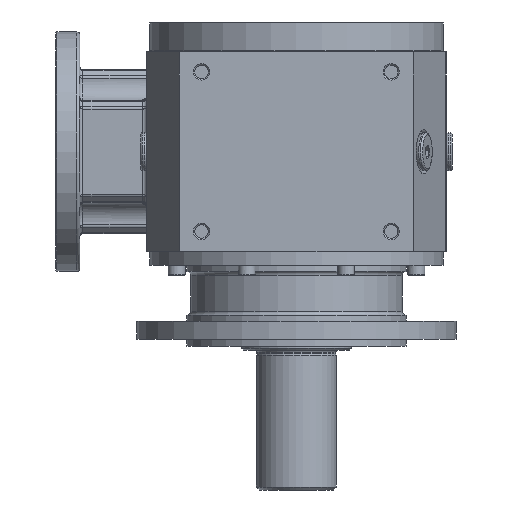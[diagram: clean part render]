
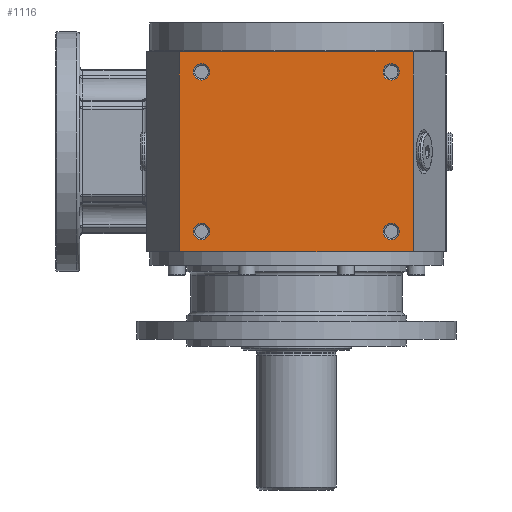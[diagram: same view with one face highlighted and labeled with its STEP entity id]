
A CAD part, front view. The second image highlights one B-rep face of the part: STEP entity #1116.
In plain terms, the highlighted planar face has unit normal (0, -1, 0).
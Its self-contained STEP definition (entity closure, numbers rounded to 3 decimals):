
#1116 = ADVANCED_FACE( '', ( #2996, #2997, #2998, #2999, #3000 ), #3001, .T. );
#2996 = FACE_OUTER_BOUND( '', #8634, .T. );
#2997 = FACE_BOUND( '', #8635, .T. );
#2998 = FACE_BOUND( '', #8636, .T. );
#2999 = FACE_BOUND( '', #8637, .T. );
#3000 = FACE_BOUND( '', #8638, .T. );
#3001 = PLANE( '', #8639 );
#8634 = EDGE_LOOP( '', ( #24509, #24510, #24511, #24512 ) );
#8635 = EDGE_LOOP( '', ( #24513 ) );
#8636 = EDGE_LOOP( '', ( #24514 ) );
#8637 = EDGE_LOOP( '', ( #24515 ) );
#8638 = EDGE_LOOP( '', ( #24516 ) );
#8639 = AXIS2_PLACEMENT_3D( '', #24517, #24518, #24519 );
#24509 = ORIENTED_EDGE( '', *, *, #30105, .F. );
#24510 = ORIENTED_EDGE( '', *, *, #29707, .T. );
#24511 = ORIENTED_EDGE( '', *, *, #30106, .T. );
#24512 = ORIENTED_EDGE( '', *, *, #30107, .F. );
#24513 = ORIENTED_EDGE( '', *, *, #30108, .F. );
#24514 = ORIENTED_EDGE( '', *, *, #30109, .F. );
#24515 = ORIENTED_EDGE( '', *, *, #30110, .F. );
#24516 = ORIENTED_EDGE( '', *, *, #29911, .F. );
#24517 = CARTESIAN_POINT( '', ( 106.862, -25.879, 0. ) );
#24518 = DIRECTION( '', ( 0., -1., 0. ) );
#24519 = DIRECTION( '', ( 0., 0., -1. ) );
#29707 = EDGE_CURVE( '', #32184, #32182, #32185, .T. );
#29911 = EDGE_CURVE( '', #32539, #32539, #32540, .T. );
#30105 = EDGE_CURVE( '', #32184, #32860, #32861, .T. );
#30106 = EDGE_CURVE( '', #32182, #32862, #32863, .T. );
#30107 = EDGE_CURVE( '', #32860, #32862, #32864, .T. );
#30108 = EDGE_CURVE( '', #32865, #32865, #32866, .T. );
#30109 = EDGE_CURVE( '', #32867, #32867, #32868, .T. );
#30110 = EDGE_CURVE( '', #32869, #32869, #32870, .T. );
#32182 = VERTEX_POINT( '', #36577 );
#32184 = VERTEX_POINT( '', #36580 );
#32185 = LINE( '', #36581, #36582 );
#32539 = VERTEX_POINT( '', #38642 );
#32540 = CIRCLE( '', #38643, 4.1 );
#32860 = VERTEX_POINT( '', #40577 );
#32861 = LINE( '', #40578, #40579 );
#32862 = VERTEX_POINT( '', #40580 );
#32863 = LINE( '', #40581, #40582 );
#32864 = LINE( '', #40583, #40584 );
#32865 = VERTEX_POINT( '', #40585 );
#32866 = CIRCLE( '', #40586, 4.1 );
#32867 = VERTEX_POINT( '', #40587 );
#32868 = CIRCLE( '', #40588, 4.1 );
#32869 = VERTEX_POINT( '', #40589 );
#32870 = CIRCLE( '', #40590, 4.1 );
#36577 = CARTESIAN_POINT( '', ( 106.862, -25.879, 100. ) );
#36580 = CARTESIAN_POINT( '', ( 106.862, -25.879, 0. ) );
#36581 = CARTESIAN_POINT( '', ( 106.862, -25.879, 0. ) );
#36582 = VECTOR( '', #54314, 1000. );
#38642 = CARTESIAN_POINT( '', ( -3.359, -25.879, 10. ) );
#38643 = AXIS2_PLACEMENT_3D( '', #54490, #54491, #54492 );
#40577 = CARTESIAN_POINT( '', ( -10.38, -25.879, 0. ) );
#40578 = CARTESIAN_POINT( '', ( 0., -25.879, 0. ) );
#40579 = VECTOR( '', #54664, 1000. );
#40580 = CARTESIAN_POINT( '', ( -10.38, -25.879, 100. ) );
#40581 = CARTESIAN_POINT( '', ( 0., -25.879, 100. ) );
#40582 = VECTOR( '', #54665, 1000. );
#40583 = CARTESIAN_POINT( '', ( -10.38, -25.879, 0. ) );
#40584 = VECTOR( '', #54666, 1000. );
#40585 = CARTESIAN_POINT( '', ( 91.641, -25.879, 90. ) );
#40586 = AXIS2_PLACEMENT_3D( '', #54667, #54668, #54669 );
#40587 = CARTESIAN_POINT( '', ( 91.641, -25.879, 10. ) );
#40588 = AXIS2_PLACEMENT_3D( '', #54670, #54671, #54672 );
#40589 = CARTESIAN_POINT( '', ( -3.359, -25.879, 90. ) );
#40590 = AXIS2_PLACEMENT_3D( '', #54673, #54674, #54675 );
#54314 = DIRECTION( '', ( 0., 0., 1. ) );
#54490 = CARTESIAN_POINT( '', ( 0.741, -25.879, 10. ) );
#54491 = DIRECTION( '', ( 0., -1., 0. ) );
#54492 = DIRECTION( '', ( -1., 0., 0. ) );
#54664 = DIRECTION( '', ( -1., 0., 0. ) );
#54665 = DIRECTION( '', ( -1., 0., 0. ) );
#54666 = DIRECTION( '', ( 0., 0., 1. ) );
#54667 = CARTESIAN_POINT( '', ( 95.741, -25.879, 90. ) );
#54668 = DIRECTION( '', ( 0., -1., 0. ) );
#54669 = DIRECTION( '', ( -1., 0., 0. ) );
#54670 = CARTESIAN_POINT( '', ( 95.741, -25.879, 10. ) );
#54671 = DIRECTION( '', ( 0., -1., 0. ) );
#54672 = DIRECTION( '', ( -1., 0., 0. ) );
#54673 = CARTESIAN_POINT( '', ( 0.741, -25.879, 90. ) );
#54674 = DIRECTION( '', ( 0., -1., 0. ) );
#54675 = DIRECTION( '', ( -1., 0., 0. ) );
